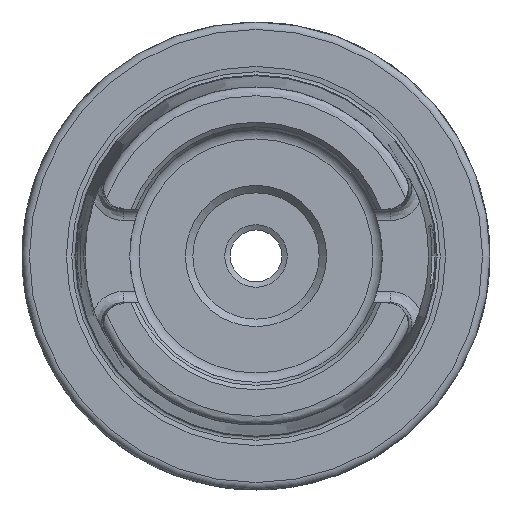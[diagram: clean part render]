
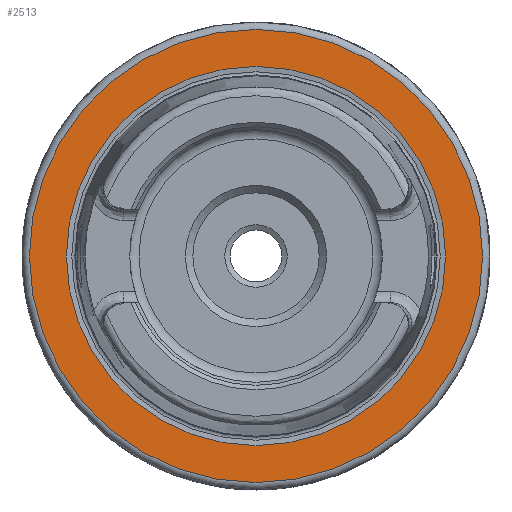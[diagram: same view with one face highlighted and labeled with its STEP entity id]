
A CAD part, left-side view. The second image highlights one B-rep face of the part: STEP entity #2513.
In plain terms, the highlighted planar face has unit normal (-1, 0, 0).
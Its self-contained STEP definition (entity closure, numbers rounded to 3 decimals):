
#99=PLANE('',#2807);
#282=FACE_OUTER_BOUND('',#598,.T.);
#436=CIRCLE('',#2805,25.521);
#437=CIRCLE('',#2806,25.521);
#438=CIRCLE('',#2808,30.5);
#439=CIRCLE('',#2809,30.5);
#454=FACE_BOUND('',#599,.T.);
#598=EDGE_LOOP('',(#2350,#2351));
#599=EDGE_LOOP('',(#2352,#2353));
#1181=VERTEX_POINT('',#5970);
#1182=VERTEX_POINT('',#5972);
#1183=VERTEX_POINT('',#5976);
#1184=VERTEX_POINT('',#5977);
#1572=EDGE_CURVE('',#1182,#1181,#436,.T.);
#1573=EDGE_CURVE('',#1181,#1182,#437,.T.);
#1574=EDGE_CURVE('',#1183,#1184,#438,.T.);
#1575=EDGE_CURVE('',#1184,#1183,#439,.T.);
#2350=ORIENTED_EDGE('',*,*,#1574,.F.);
#2351=ORIENTED_EDGE('',*,*,#1575,.F.);
#2352=ORIENTED_EDGE('',*,*,#1572,.T.);
#2353=ORIENTED_EDGE('',*,*,#1573,.T.);
#2513=ADVANCED_FACE('',(#282,#454),#99,.T.);
#2805=AXIS2_PLACEMENT_3D('',#5973,#3460,#3461);
#2806=AXIS2_PLACEMENT_3D('',#5974,#3462,#3463);
#2807=AXIS2_PLACEMENT_3D('',#5975,#3464,#3465);
#2808=AXIS2_PLACEMENT_3D('',#5978,#3466,#3467);
#2809=AXIS2_PLACEMENT_3D('',#5979,#3468,#3469);
#3460=DIRECTION('center_axis',(1.,0.,0.));
#3461=DIRECTION('ref_axis',(0.,0.,-1.));
#3462=DIRECTION('center_axis',(1.,0.,0.));
#3463=DIRECTION('ref_axis',(0.,0.,-1.));
#3464=DIRECTION('center_axis',(-1.,0.,0.));
#3465=DIRECTION('ref_axis',(0.,0.,1.));
#3466=DIRECTION('center_axis',(1.,0.,0.));
#3467=DIRECTION('ref_axis',(0.,0.,-1.));
#3468=DIRECTION('center_axis',(1.,0.,0.));
#3469=DIRECTION('ref_axis',(0.,0.,-1.));
#5970=CARTESIAN_POINT('',(0.,-25.521,0.));
#5972=CARTESIAN_POINT('',(0.,25.521,0.));
#5973=CARTESIAN_POINT('Origin',(0.,0.,
0.));
#5974=CARTESIAN_POINT('Origin',(0.,0.,
0.));
#5975=CARTESIAN_POINT('Origin',(0.,30.5,0.));
#5976=CARTESIAN_POINT('',(0.,30.5,0.));
#5977=CARTESIAN_POINT('',(0.,0.,30.5));
#5978=CARTESIAN_POINT('Origin',(0.,0.,
0.));
#5979=CARTESIAN_POINT('Origin',(0.,0.,
0.));
